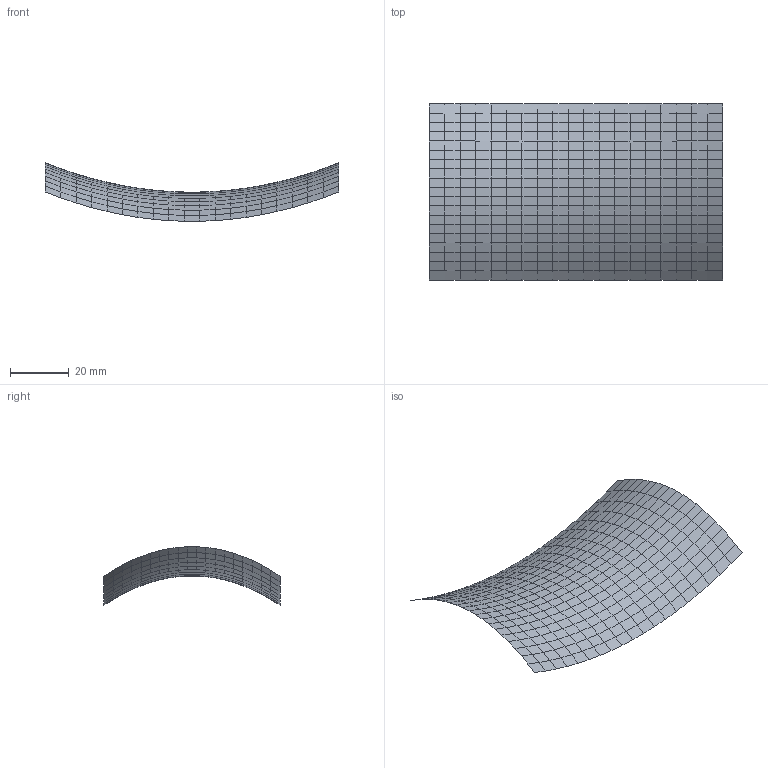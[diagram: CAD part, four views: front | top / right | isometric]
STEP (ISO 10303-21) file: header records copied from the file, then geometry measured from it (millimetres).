
FILE_DESCRIPTION(('Open CASCADE Model'),'2;1');
FILE_NAME('Open CASCADE Shape Model','2024-06-01T20:10:06',('Author'),( 'Open CASCADE'),'Open CASCADE STEP processor 7.7','Open CASCADE 7.7' ,'Unknown');
FILE_SCHEMA(('AUTOMOTIVE_DESIGN { 1 0 10303 214 1 1 1 1 }'));
Length unit declared in the file: millimetre
Products named in the file (1122): Open CASCADE STEP translator 7.7 1; Open CASCADE STEP translator 7.7 1.1; Open CASCADE STEP translator 7.7 1.2; Open CASCADE STEP translator 7.7 1.3; Open CASCADE STEP translator 7.7 1.4; Open CASCADE STEP translator 7.7 1.5; Open CASCADE STEP translator 7.7 1.6; Open CASCADE STEP translator 7.7 1.7; Open CASCADE STEP translator 7.7 1.8; Open CASCADE STEP translator 7.7 1.9; Open CASCADE STEP translator 7.7 1.10; Open CASCADE STEP translator 7.7 1.11; Open CASCADE STEP translator 7.7 1.12; Open CASCADE STEP translator 7.7 1.13; Open CASCADE STEP translator 7.7 1.14; Open CASCADE STEP translator 7.7 1.15; Open CASCADE STEP translator 7.7 1.16; Open CASCADE STEP translator 7.7 1.17; Open CASCADE STEP translator 7.7 1.18; Open CASCADE STEP translator 7.7 1.19; Open CASCADE STEP translator 7.7 1.20; Open CASCADE STEP translator 7.7 1.21; Open CASCADE STEP translator 7.7 1.22; Open CASCADE STEP translator 7.7 1.23; Open CASCADE STEP translator 7.7 1.24; Open CASCADE STEP translator 7.7 1.25; Open CASCADE STEP translator 7.7 1.26; Open CASCADE STEP translator 7.7 1.27; Open CASCADE STEP translator 7.7 1.28; Open CASCADE STEP translator 7.7 1.29; Open CASCADE STEP translator 7.7 1.30; Open CASCADE STEP translator 7.7 1.31; Open CASCADE STEP translator 7.7 1.32; Open CASCADE STEP translator 7.7 1.33; Open CASCADE STEP translator 7.7 1.34; Open CASCADE STEP translator 7.7 1.35; Open CASCADE STEP translator 7.7 1.36; Open CASCADE STEP translator 7.7 1.37; Open CASCADE STEP translator 7.7 1.38; Open CASCADE STEP translator 7.7 1.39 ...
Assembly tree (1121 placements, depth 2):
  Open CASCADE STEP translator 7.7 1
    Open CASCADE STEP translator 7.7 1.1
    Open CASCADE STEP translator 7.7 1.2
    Open CASCADE STEP translator 7.7 1.3
    Open CASCADE STEP translator 7.7 1.4
    Open CASCADE STEP translator 7.7 1.5
    Open CASCADE STEP translator 7.7 1.6
    Open CASCADE STEP translator 7.7 1.7
    Open CASCADE STEP translator 7.7 1.8
    Open CASCADE STEP translator 7.7 1.9
    Open CASCADE STEP translator 7.7 1.10
    Open CASCADE STEP translator 7.7 1.11
    Open CASCADE STEP translator 7.7 1.12
    Open CASCADE STEP translator 7.7 1.13
    Open CASCADE STEP translator 7.7 1.14
    Open CASCADE STEP translator 7.7 1.15
    Open CASCADE STEP translator 7.7 1.16
    Open CASCADE STEP translator 7.7 1.17
    Open CASCADE STEP translator 7.7 1.18
    Open CASCADE STEP translator 7.7 1.19
    Open CASCADE STEP translator 7.7 1.20
    Open CASCADE STEP translator 7.7 1.21
    Open CASCADE STEP translator 7.7 1.22
    Open CASCADE STEP translator 7.7 1.23
    Open CASCADE STEP translator 7.7 1.24
    Open CASCADE STEP translator 7.7 1.25
    Open CASCADE STEP translator 7.7 1.26
    Open CASCADE STEP translator 7.7 1.27
    Open CASCADE STEP translator 7.7 1.28
    Open CASCADE STEP translator 7.7 1.29
    Open CASCADE STEP translator 7.7 1.30
    Open CASCADE STEP translator 7.7 1.31
    Open CASCADE STEP translator 7.7 1.32
    Open CASCADE STEP translator 7.7 1.33
    Open CASCADE STEP translator 7.7 1.34
    Open CASCADE STEP translator 7.7 1.35
    Open CASCADE STEP translator 7.7 1.36
    Open CASCADE STEP translator 7.7 1.37
    Open CASCADE STEP translator 7.7 1.38
    Open CASCADE STEP translator 7.7 1.39
    Open CASCADE STEP translator 7.7 1.40
    Open CASCADE STEP translator 7.7 1.41
    Open CASCADE STEP translator 7.7 1.42
    Open CASCADE STEP translator 7.7 1.43
    Open CASCADE STEP translator 7.7 1.44
    Open CASCADE STEP translator 7.7 1.45
    Open CASCADE STEP translator 7.7 1.46
    Open CASCADE STEP translator 7.7 1.47
    Open CASCADE STEP translator 7.7 1.48
    Open CASCADE STEP translator 7.7 1.49
    Open CASCADE STEP translator 7.7 1.50
    Open CASCADE STEP translator 7.7 1.51
    Open CASCADE STEP translator 7.7 1.52
    Open CASCADE STEP translator 7.7 1.53
    Open CASCADE STEP translator 7.7 1.54
    Open CASCADE STEP translator 7.7 1.55
    Open CASCADE STEP translator 7.7 1.56
    Open CASCADE STEP translator 7.7 1.57
    Open CASCADE STEP translator 7.7 1.58
    Open CASCADE STEP translator 7.7 1.59
Bounding box: 100 x 60 x 19.94 mm (x, y, z)
Surface area: 6564.3 mm2 (no closed solid volume)
Topology: 0 solids, 361 shells, 361 faces, 2204 edges, 2964 vertices
Faces by surface type: plane 361
Entity records: 51544 total; most frequent: CARTESIAN_POINT 8095, DIRECTION 6614, LINE 3648, VECTOR 3648, PRODUCT_DEFINITION_SHAPE 2243, AXIS2_PLACEMENT_3D 1483, ORIENTED_EDGE 1444, EDGE_CURVE 1444
